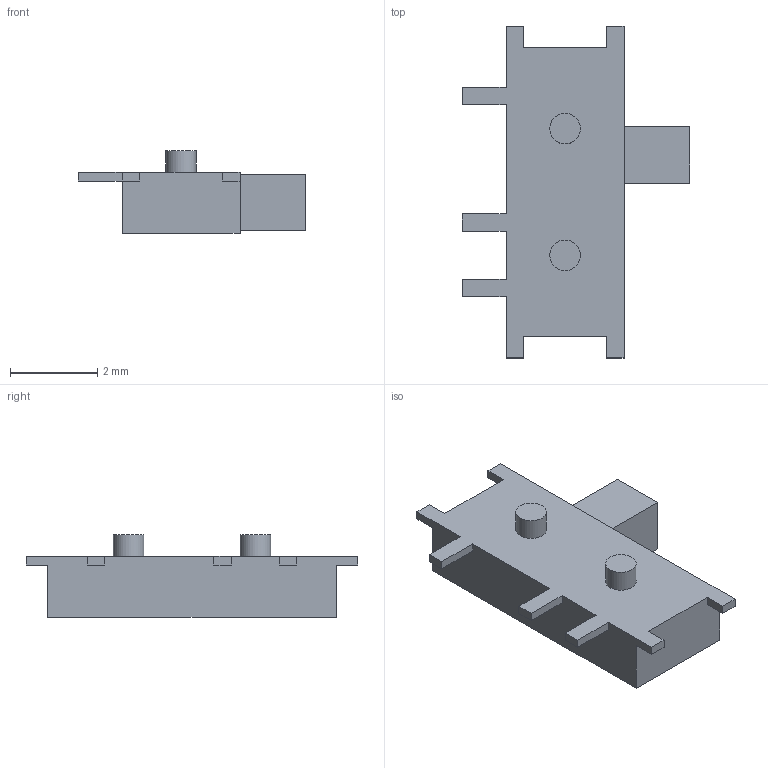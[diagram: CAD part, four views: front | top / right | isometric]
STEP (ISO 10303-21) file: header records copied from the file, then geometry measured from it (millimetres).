
FILE_DESCRIPTION(('STEP AP214'), '1');
FILE_NAME('1P2T H = 1,5 擤', '', ('UNSPECIFIED'), ('UNSPECIFIED'), 'C3D Converter', 'C3D Toolkit', '');
FILE_SCHEMA(('AUTOMOTIVE_DESIGN { 1 0 10303 214 3 1 1}'));
Length unit declared in the file: millimetre
Bounding box: 5.2 x 7.6 x 1.9 mm (x, y, z)
Volume: 28.3 mm3; surface area: 77.7 mm2
Topology: 1 solids, 1 shells, 39 faces, 102 edges, 68 vertices
Faces by surface type: plane 37, cylinder 2
Full cylindrical faces by diameter (mm): 0.7 x2
Entity records: 1522 total; most frequent: CARTESIAN_POINT 208, ORIENTED_EDGE 200, DIRECTION 184, EDGE_CURVE 100, LINE 96, VECTOR 96, VERTEX_POINT 68, AXIS2_PLACEMENT_3D 44
